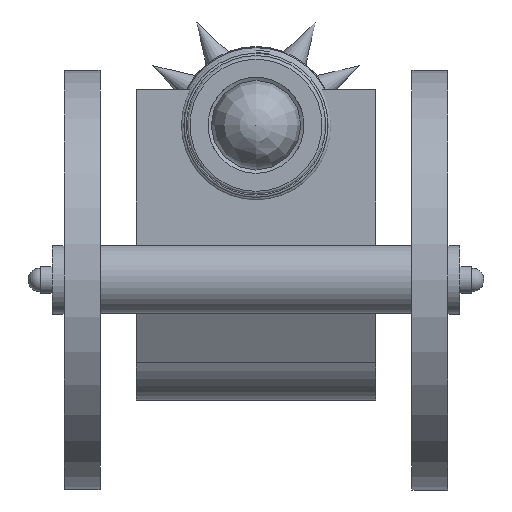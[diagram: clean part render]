
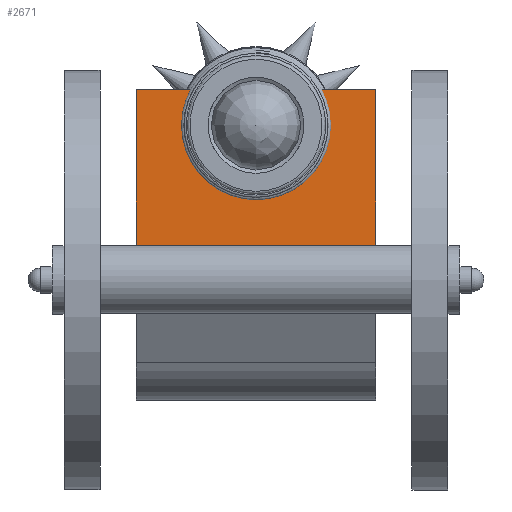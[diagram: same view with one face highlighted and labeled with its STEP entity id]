
A CAD part, left-side view. The second image highlights one B-rep face of the part: STEP entity #2671.
In plain terms, the highlighted planar face has unit normal (-1, 0, 0).
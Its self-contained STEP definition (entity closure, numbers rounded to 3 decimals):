
#341=PLANE('',#3273);
#473=CIRCLE('',#3248,55.72);
#672=FACE_OUTER_BOUND('',#843,.T.);
#843=EDGE_LOOP('',(#2146,#2147,#2148,#2149,#2150,#2151));
#1035=LINE('',#5092,#1154);
#1038=LINE('',#5097,#1157);
#1049=LINE('',#5124,#1168);
#1052=LINE('',#5135,#1171);
#1054=LINE('',#5140,#1173);
#1154=VECTOR('',#3791,10.);
#1157=VECTOR('',#3796,10.);
#1168=VECTOR('',#3821,10.);
#1171=VECTOR('',#3834,10.);
#1173=VECTOR('',#3842,10.);
#1361=VERTEX_POINT('',#5038);
#1362=VERTEX_POINT('',#5042);
#1367=VERTEX_POINT('',#5091);
#1368=VERTEX_POINT('',#5095);
#1377=VERTEX_POINT('',#5123);
#1380=VERTEX_POINT('',#5134);
#1626=EDGE_CURVE('',#1361,#1362,#473,.T.);
#1641=EDGE_CURVE('',#1367,#1362,#1035,.T.);
#1644=EDGE_CURVE('',#1361,#1368,#1038,.T.);
#1657=EDGE_CURVE('',#1377,#1367,#1049,.T.);
#1663=EDGE_CURVE('',#1377,#1380,#1052,.T.);
#1666=EDGE_CURVE('',#1380,#1368,#1054,.T.);
#2146=ORIENTED_EDGE('',*,*,#1666,.F.);
#2147=ORIENTED_EDGE('',*,*,#1663,.F.);
#2148=ORIENTED_EDGE('',*,*,#1657,.T.);
#2149=ORIENTED_EDGE('',*,*,#1641,.T.);
#2150=ORIENTED_EDGE('',*,*,#1626,.F.);
#2151=ORIENTED_EDGE('',*,*,#1644,.T.);
#2671=ADVANCED_FACE('',(#672),#341,.T.);
#3248=AXIS2_PLACEMENT_3D('',#5043,#3764,#3765);
#3273=AXIS2_PLACEMENT_3D('',#5141,#3843,#3844);
#3764=DIRECTION('center_axis',(-1.,0.,0.));
#3765=DIRECTION('ref_axis',(0.,0.,1.));
#3791=DIRECTION('',(0.,1.,0.));
#3796=DIRECTION('',(0.,1.,0.));
#3821=DIRECTION('',(0.,0.,1.));
#3834=DIRECTION('',(0.,1.,0.));
#3842=DIRECTION('',(0.,0.,1.));
#3843=DIRECTION('center_axis',(-1.,0.,0.));
#3844=DIRECTION('ref_axis',(0.,0.,1.));
#5038=CARTESIAN_POINT('',(450.,46.954,30.));
#5042=CARTESIAN_POINT('',(450.,-46.954,30.));
#5043=CARTESIAN_POINT('Origin',(450.,0.,0.));
#5091=CARTESIAN_POINT('',(450.,-100.,30.));
#5092=CARTESIAN_POINT('',(450.,-100.,30.));
#5095=CARTESIAN_POINT('',(450.,100.,30.));
#5097=CARTESIAN_POINT('',(450.,-100.,30.));
#5123=CARTESIAN_POINT('',(450.,-100.,-100.));
#5124=CARTESIAN_POINT('',(450.,-100.,-100.));
#5134=CARTESIAN_POINT('',(450.,100.,-100.));
#5135=CARTESIAN_POINT('',(450.,-100.,-100.));
#5140=CARTESIAN_POINT('',(450.,100.,-100.));
#5141=CARTESIAN_POINT('Origin',(450.,-100.,-100.));
